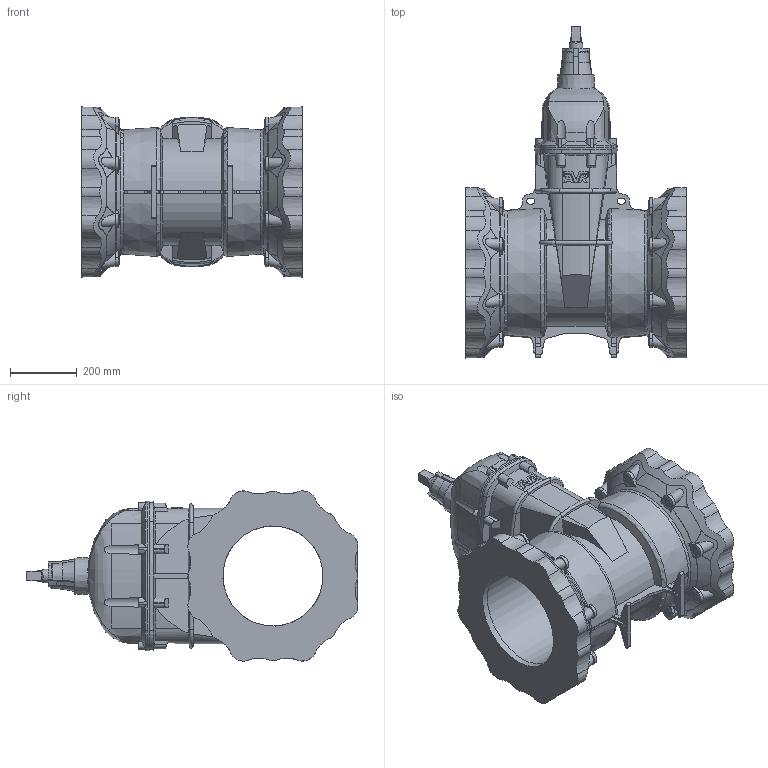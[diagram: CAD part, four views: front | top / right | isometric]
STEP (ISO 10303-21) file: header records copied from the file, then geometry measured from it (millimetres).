
FILE_DESCRIPTION (( 'STEP AP203' ), '1' );
FILE_NAME ('O_636_00_DN300_XXXXXX_AA0_step.step', '2016-04-26T07:58:31', ( 'Windows User' ), ( 'AVK' ), 'SwSTEP 2.0', 'SolidWorks 2012', '' );
FILE_SCHEMA (( 'CONFIG_CONTROL_DESIGN' ));
Length unit declared in the file: millimetre
Products named in the file (1): O_636_00_DN300_XXXXXX_AA0_step
Bounding box: 660 x 994.77 x 509.53 mm (x, y, z)
Volume: 69088670.5 mm3; surface area: 2614990.7 mm2
Topology: 1 solids, 1 shells, 932 faces, 2594 edges, 1671 vertices
Faces by surface type: plane 274, cone 214, cylinder 208, bspline 169, torus 67
Full cylindrical faces by diameter (mm): 40 x1, 300 x3
Entity records: 47360 total; most frequent: CARTESIAN_POINT 26110, ORIENTED_EDGE 5132, DIRECTION 3569, EDGE_CURVE 2566, VERTEX_POINT 1658, AXIS2_PLACEMENT_3D 1425, B_SPLINE_CURVE_WITH_KNOTS 1018, EDGE_LOOP 956
